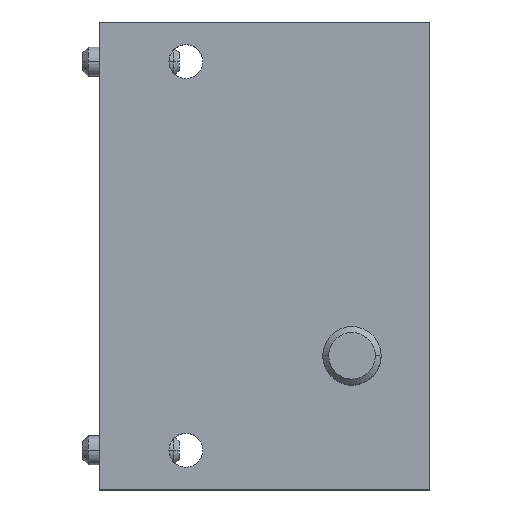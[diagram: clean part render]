
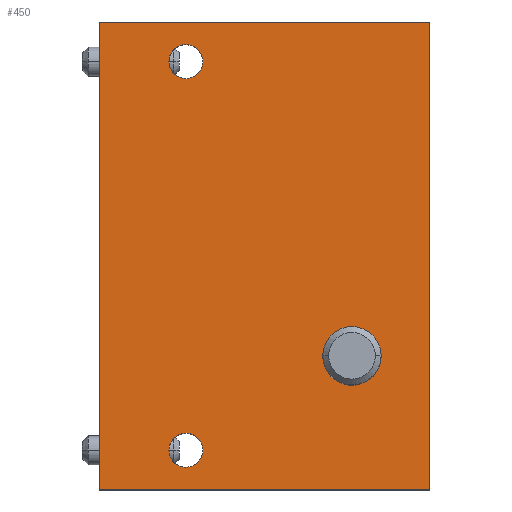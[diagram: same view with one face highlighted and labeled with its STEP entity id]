
A CAD part, top view. The second image highlights one B-rep face of the part: STEP entity #450.
In plain terms, the highlighted planar face has unit normal (0, 0, 1).
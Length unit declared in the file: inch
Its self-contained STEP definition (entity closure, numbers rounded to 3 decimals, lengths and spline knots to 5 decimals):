
#67 = EDGE_CURVE ( 'NONE', #1588, #1589, #570, .T. ) ;
#88 = EDGE_CURVE ( 'NONE', #391, #392, #599, .T. ) ;
#90 = EDGE_CURVE ( 'NONE', #388, #390, #595, .T. ) ;
#108 = AXIS2_PLACEMENT_3D ( 'NONE', #710, #711, #712 ) ;
#119 = AXIS2_PLACEMENT_3D ( 'NONE', #1374, #1375, #1376 ) ;
#200 = AXIS2_PLACEMENT_3D ( 'NONE', #536, #537, #1211 ) ;
#205 = AXIS2_PLACEMENT_3D ( 'NONE', #1212, #1213, #1214 ) ;
#206 = AXIS2_PLACEMENT_3D ( 'NONE', #1215, #1216, #1217 ) ;
#283 = LINE ( 'NONE', #1440, #286 ) ;
#286 = VECTOR ( 'NONE', #1441, 39.37008 ) ;
#289 = LINE ( 'NONE', #1445, #292 ) ;
#292 = VECTOR ( 'NONE', #1446, 39.37008 ) ;
#388 = VERTEX_POINT ( 'NONE', #509 ) ;
#390 = VERTEX_POINT ( 'NONE', #511 ) ;
#391 = VERTEX_POINT ( 'NONE', #512 ) ;
#392 = VERTEX_POINT ( 'NONE', #513 ) ;
#393 = VERTEX_POINT ( 'NONE', #514 ) ;
#394 = VERTEX_POINT ( 'NONE', #515 ) ;
#413 = EDGE_CURVE ( 'NONE', #1581, #1580, #1861, .T. ) ;
#414 = EDGE_CURVE ( 'NONE', #1589, #1588, #1863, .T. ) ;
#415 = EDGE_CURVE ( 'NONE', #392, #391, #1860, .T. ) ;
#440 = EDGE_CURVE ( 'NONE', #1580, #1581, #1128, .T. ) ;
#450 = ADVANCED_FACE ( 'NONE', ( #1153, #1164, #1160, #1163 ), #1091, .T. ) ;
#509 = CARTESIAN_POINT ( 'NONE',  ( -3.25, -1.72, 0.75 ) ) ;
#511 = CARTESIAN_POINT ( 'NONE',  ( 1., -1.72, 0.75 ) ) ;
#512 = CARTESIAN_POINT ( 'NONE',  ( -0.37515, 0., 0.75 ) ) ;
#513 = CARTESIAN_POINT ( 'NONE',  ( 0.37515, 0., 0.75 ) ) ;
#514 = CARTESIAN_POINT ( 'NONE',  ( -3.25, 4.3, 0.75 ) ) ;
#515 = CARTESIAN_POINT ( 'NONE',  ( 1., 4.3, 0.75 ) ) ;
#536 = CARTESIAN_POINT ( 'NONE',  ( -2.13728, 3.79, 0.75 ) ) ;
#537 = DIRECTION ( 'NONE',  ( 0., 0., 1. ) ) ;
#570 = CIRCLE ( 'NONE', #108, 0.21875 ) ;
#595 = LINE ( 'NONE', #1373, #605 ) ;
#599 = CIRCLE ( 'NONE', #119, 0.37515 ) ;
#605 = VECTOR ( 'NONE', #1378, 39.37008 ) ;
#662 = EDGE_LOOP ( 'NONE', ( #1647, #1648 ) ) ;
#710 = CARTESIAN_POINT ( 'NONE',  ( -2.13728, -1.21, 0.75 ) ) ;
#711 = DIRECTION ( 'NONE',  ( 0., 0., 1. ) ) ;
#712 = DIRECTION ( 'NONE',  ( 1., 0., 0. ) ) ;
#769 = EDGE_CURVE ( 'NONE', #393, #388, #1199, .T. ) ;
#988 = EDGE_LOOP ( 'NONE', ( #1645, #1646 ) ) ;
#1003 = EDGE_LOOP ( 'NONE', ( #1651, #1009, #1010, #1011 ) ) ;
#1007 = EDGE_LOOP ( 'NONE', ( #1649, #1650 ) ) ;
#1009 = ORIENTED_EDGE ( 'NONE', *, *, #1119, .T. ) ;
#1010 = ORIENTED_EDGE ( 'NONE', *, *, #1113, .T. ) ;
#1011 = ORIENTED_EDGE ( 'NONE', *, *, #769, .T. ) ;
#1061 = CARTESIAN_POINT ( 'NONE',  ( -2.13728, 3.79, 0.75 ) ) ;
#1062 = DIRECTION ( 'NONE',  ( 0., 0., 1. ) ) ;
#1063 = DIRECTION ( 'NONE',  ( 1., 0., 0. ) ) ;
#1088 = DIRECTION ( 'NONE',  ( 0., 0., 1. ) ) ;
#1089 = CARTESIAN_POINT ( 'NONE',  ( 0., 0., 0.75 ) ) ;
#1091 = PLANE ( 'NONE',  #1140 ) ;
#1094 = DIRECTION ( 'NONE',  ( 1., 0., 0. ) ) ;
#1113 = EDGE_CURVE ( 'NONE', #394, #393, #283, .T. ) ;
#1116 = AXIS2_PLACEMENT_3D ( 'NONE', #1061, #1062, #1063 ) ;
#1119 = EDGE_CURVE ( 'NONE', #390, #394, #289, .T. ) ;
#1128 = CIRCLE ( 'NONE', #1116, 0.21875 ) ;
#1140 = AXIS2_PLACEMENT_3D ( 'NONE', #1089, #1088, #1094 ) ;
#1153 = FACE_BOUND ( 'NONE', #988, .T. ) ;
#1160 = FACE_BOUND ( 'NONE', #1007, .T. ) ;
#1163 = FACE_OUTER_BOUND ( 'NONE', #1003, .T. ) ;
#1164 = FACE_BOUND ( 'NONE', #662, .T. ) ;
#1199 = LINE ( 'NONE', #1554, #1201 ) ;
#1201 = VECTOR ( 'NONE', #1561, 39.37008 ) ;
#1211 = DIRECTION ( 'NONE',  ( 1., 0., 0. ) ) ;
#1212 = CARTESIAN_POINT ( 'NONE',  ( -2.13728, -1.21, 0.75 ) ) ;
#1213 = DIRECTION ( 'NONE',  ( 0., 0., 1. ) ) ;
#1214 = DIRECTION ( 'NONE',  ( 1., 0., 0. ) ) ;
#1215 = CARTESIAN_POINT ( 'NONE',  ( 0., 0., 0.75 ) ) ;
#1216 = DIRECTION ( 'NONE',  ( 0., 0., 1. ) ) ;
#1217 = DIRECTION ( 'NONE',  ( 1., 0., 0. ) ) ;
#1373 = CARTESIAN_POINT ( 'NONE',  ( -3.25, -1.72, 0.75 ) ) ;
#1374 = CARTESIAN_POINT ( 'NONE',  ( 0., 0., 0.75 ) ) ;
#1375 = DIRECTION ( 'NONE',  ( 0., 0., 1. ) ) ;
#1376 = DIRECTION ( 'NONE',  ( 1., 0., 0. ) ) ;
#1378 = DIRECTION ( 'NONE',  ( 1., 0., 0. ) ) ;
#1440 = CARTESIAN_POINT ( 'NONE',  ( 1., 4.3, 0.75 ) ) ;
#1441 = DIRECTION ( 'NONE',  ( -1., 0., 0. ) ) ;
#1445 = CARTESIAN_POINT ( 'NONE',  ( 1., -1.72, 0.75 ) ) ;
#1446 = DIRECTION ( 'NONE',  ( 0., 1., 0. ) ) ;
#1467 = CARTESIAN_POINT ( 'NONE',  ( -2.35603, 3.79, 0.75 ) ) ;
#1468 = CARTESIAN_POINT ( 'NONE',  ( -1.91853, 3.79, 0.75 ) ) ;
#1475 = CARTESIAN_POINT ( 'NONE',  ( -2.35603, -1.21, 0.75 ) ) ;
#1476 = CARTESIAN_POINT ( 'NONE',  ( -1.91853, -1.21, 0.75 ) ) ;
#1554 = CARTESIAN_POINT ( 'NONE',  ( -3.25, 4.3, 0.75 ) ) ;
#1561 = DIRECTION ( 'NONE',  ( 0., -1., 0. ) ) ;
#1580 = VERTEX_POINT ( 'NONE', #1467 ) ;
#1581 = VERTEX_POINT ( 'NONE', #1468 ) ;
#1588 = VERTEX_POINT ( 'NONE', #1475 ) ;
#1589 = VERTEX_POINT ( 'NONE', #1476 ) ;
#1645 = ORIENTED_EDGE ( 'NONE', *, *, #413, .F. ) ;
#1646 = ORIENTED_EDGE ( 'NONE', *, *, #440, .F. ) ;
#1647 = ORIENTED_EDGE ( 'NONE', *, *, #414, .F. ) ;
#1648 = ORIENTED_EDGE ( 'NONE', *, *, #67, .F. ) ;
#1649 = ORIENTED_EDGE ( 'NONE', *, *, #415, .F. ) ;
#1650 = ORIENTED_EDGE ( 'NONE', *, *, #88, .F. ) ;
#1651 = ORIENTED_EDGE ( 'NONE', *, *, #90, .T. ) ;
#1860 = CIRCLE ( 'NONE', #206, 0.37515 ) ;
#1861 = CIRCLE ( 'NONE', #200, 0.21875 ) ;
#1863 = CIRCLE ( 'NONE', #205, 0.21875 ) ;
